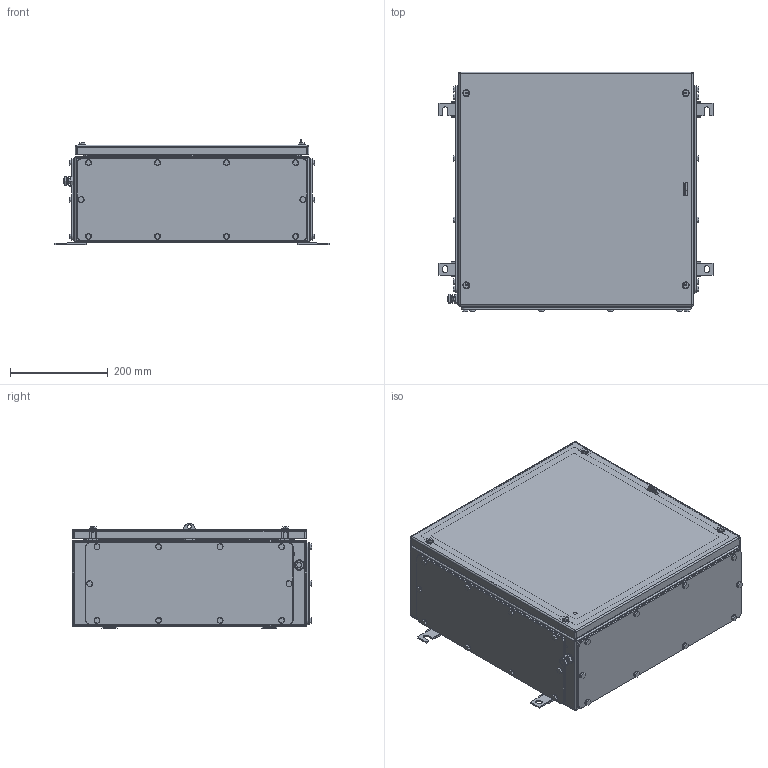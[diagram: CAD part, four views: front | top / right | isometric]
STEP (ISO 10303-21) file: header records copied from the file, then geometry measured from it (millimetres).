
FILE_DESCRIPTION(('CATIA V5 STEP Exchange','CAx-IF Rec.Pracs.--- Model Styling and Organization---1.4--- 2014-01-23'),'2;1');
FILE_NAME ('008557-7_3_1195180000_1195180000.stp','2019-09-20T10:54:27+00:00',('none'),('Weidmueller'),'CATIA Version 5-6 Release 2016 SP3 HF44','CATIA V5 STEP AP214','none');
FILE_SCHEMA(('AUTOMOTIVE_DESIGN { 1 0 10303 214 1 1 1 1 }'));
Products named in the file (1): 1195180000
Bounding box: 561 x 491 x 215 mm (x, y, z)
Volume: 2163389.2 mm3; surface area: 2258899.8 mm2
Topology: 100 solids, 100 shells, 2226 faces, 5232 edges, 3306 vertices
Faces by surface type: plane 1007, cylinder 969, cone 204, sphere 24, torus 22
Entity records: 61165 total; most frequent: CARTESIAN_POINT 13084, ORIENTED_EDGE 10280, DIRECTION 8063, EDGE_CURVE 5140, AXIS2_PLACEMENT_3D 3435, VERTEX_POINT 3306, VECTOR 3004, LINE 3004
